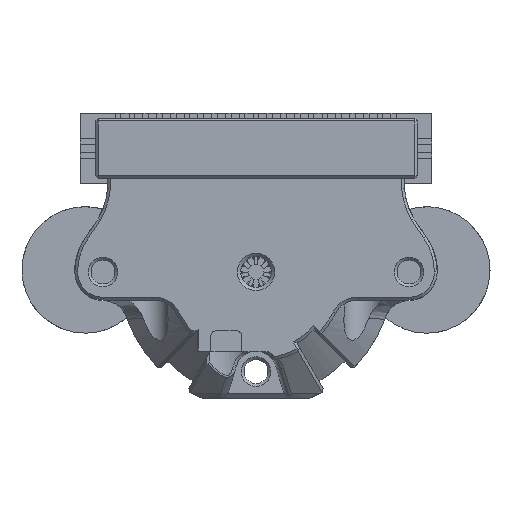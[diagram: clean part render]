
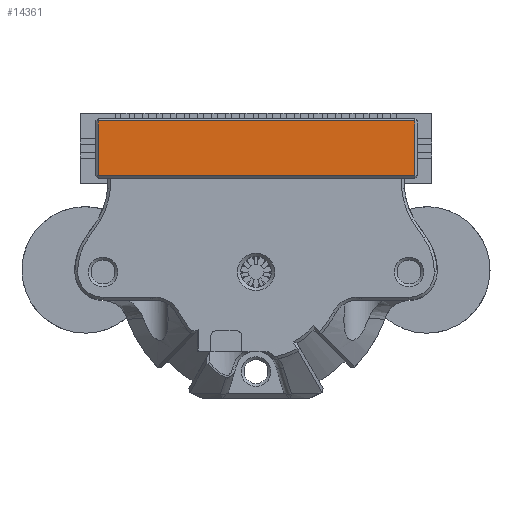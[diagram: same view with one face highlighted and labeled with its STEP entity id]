
A CAD part, top view. The second image highlights one B-rep face of the part: STEP entity #14361.
In plain terms, the highlighted planar face has unit normal (0, 0, 1).
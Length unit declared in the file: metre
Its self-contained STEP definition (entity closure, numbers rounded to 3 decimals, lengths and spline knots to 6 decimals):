
#4102=ORIENTED_EDGE('',*,*,#6964,.T.);
#4103=ORIENTED_EDGE('',*,*,#6965,.T.);
#4104=ORIENTED_EDGE('',*,*,#6966,.T.);
#4105=ORIENTED_EDGE('',*,*,#6967,.T.);
#6964=EDGE_CURVE('',#8621,#8622,#9980,.T.);
#6965=EDGE_CURVE('',#8622,#8623,#9981,.T.);
#6966=EDGE_CURVE('',#8623,#8624,#9982,.T.);
#6967=EDGE_CURVE('',#8624,#8621,#9983,.T.);
#8621=VERTEX_POINT('',#23535);
#8622=VERTEX_POINT('',#23536);
#8623=VERTEX_POINT('',#23538);
#8624=VERTEX_POINT('',#23540);
#9980=LINE('',#23534,#11320);
#9981=LINE('',#23537,#11321);
#9982=LINE('',#23539,#11322);
#9983=LINE('',#23541,#11323);
#11320=VECTOR('',#18637,1.);
#11321=VECTOR('',#18638,1.);
#11322=VECTOR('',#18639,1.);
#11323=VECTOR('',#18640,1.);
#12115=EDGE_LOOP('',(#4102,#4103,#4104,#4105));
#12969=FACE_BOUND('',#12115,.T.);
#13725=PLANE('',#15509);
#14361=ADVANCED_FACE('',(#12969),#13725,.T.);
#15509=AXIS2_PLACEMENT_3D('',#23533,#18635,#18636);
#18635=DIRECTION('',(0.,0.,1.));
#18636=DIRECTION('',(1.,0.,0.));
#18637=DIRECTION('',(1.,0.,0.));
#18638=DIRECTION('',(0.,1.,0.));
#18639=DIRECTION('',(-1.,0.,0.));
#18640=DIRECTION('',(0.,-1.,0.));
#23533=CARTESIAN_POINT('',(0.000013,0.002337,0.01015));
#23534=CARTESIAN_POINT('',(0.022992,0.013679,0.01015));
#23535=CARTESIAN_POINT('',(-0.0224,0.013679,0.01015));
#23536=CARTESIAN_POINT('',(0.022592,0.013679,0.01015));
#23537=CARTESIAN_POINT('',(0.022592,0.002337,0.01015));
#23538=CARTESIAN_POINT('',(0.022592,0.02145,0.01015));
#23539=CARTESIAN_POINT('',(0.000013,0.02145,0.01015));
#23540=CARTESIAN_POINT('',(-0.0224,0.02145,0.01015));
#23541=CARTESIAN_POINT('',(-0.0224,0.002337,0.01015));
